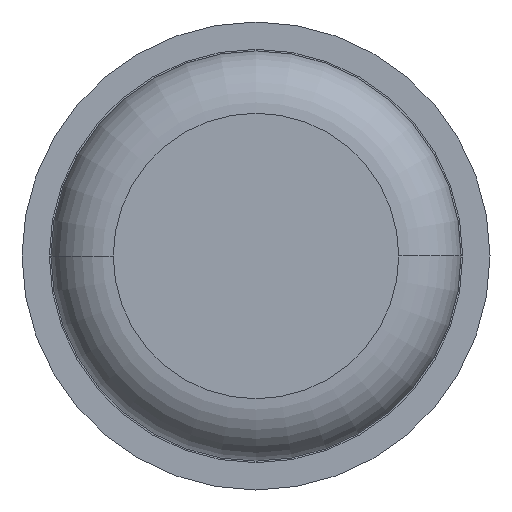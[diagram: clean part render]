
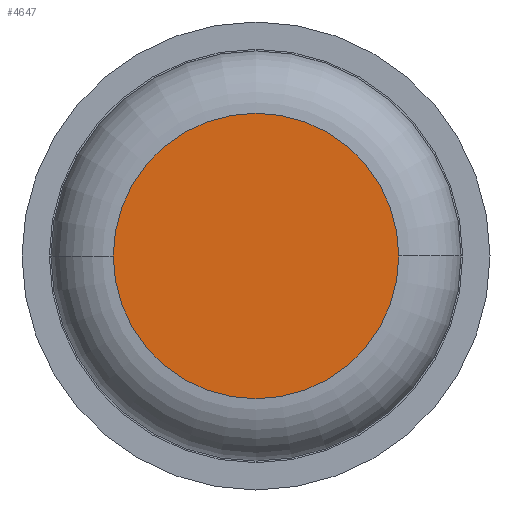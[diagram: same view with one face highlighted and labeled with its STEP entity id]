
A CAD part, front view. The second image highlights one B-rep face of the part: STEP entity #4647.
In plain terms, the highlighted planar face has unit normal (0, -1, 0).
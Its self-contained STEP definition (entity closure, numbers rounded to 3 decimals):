
#25 = EDGE_CURVE ( 'Defeature ausgef�hrt1_6+Defeature ausgef�hrt1_7+Defeature ausgef�hrt1_7+Defeature ausgef�hrt1_7', #3217, #3115, #1243, .T. ) ;
#217 = FACE_OUTER_BOUND ( 'NONE', #223, .T. ) ;
#223 = EDGE_LOOP ( 'NONE', ( #1885, #2378 ) ) ;
#253 = CARTESIAN_POINT ( 'NONE',  ( 0., 0., 0. ) ) ;
#618 = DIRECTION ( 'NONE',  ( 0., 1., 0. ) ) ;
#1213 = CIRCLE ( 'NONE', #4648, 0.915 ) ;
#1228 = AXIS2_PLACEMENT_3D ( 'NONE', #2538, #618, #3609 ) ;
#1243 = CIRCLE ( 'NONE', #4056, 0.915 ) ;
#1416 = DIRECTION ( 'NONE',  ( -1., 0., 0. ) ) ;
#1788 = CARTESIAN_POINT ( 'NONE',  ( 0., 0., 0. ) ) ;
#1885 = ORIENTED_EDGE ( 'NONE', *, *, #3624, .T. ) ;
#2378 = ORIENTED_EDGE ( 'NONE', *, *, #25, .T. ) ;
#2538 = CARTESIAN_POINT ( 'NONE',  ( 0., 0., 0. ) ) ;
#2722 = CARTESIAN_POINT ( 'NONE',  ( 0.915, 0., 0. ) ) ;
#2915 = DIRECTION ( 'NONE',  ( 0., -1., 0. ) ) ;
#3115 = VERTEX_POINT ( 'NONE', #3468 ) ;
#3217 = VERTEX_POINT ( 'NONE', #2722 ) ;
#3468 = CARTESIAN_POINT ( 'NONE',  ( -0.915, 0., 0. ) ) ;
#3609 = DIRECTION ( 'NONE',  ( -1., 0., 0. ) ) ;
#3624 = EDGE_CURVE ( 'Defeature ausgef�hrt1_6+Defeature ausgef�hrt1_7+Defeature ausgef�hrt1_7+Defeature ausgef�hrt1_7', #3115, #3217, #1213, .T. ) ;
#3999 = PLANE ( 'NONE',  #1228 ) ;
#4056 = AXIS2_PLACEMENT_3D ( 'NONE', #1788, #2915, #1416 ) ;
#4386 = DIRECTION ( 'NONE',  ( 0., -1., 0. ) ) ;
#4647 = ADVANCED_FACE ( 'Defeature ausgef�hrt1_6', ( #217 ), #3999, .F. ) ;
#4648 = AXIS2_PLACEMENT_3D ( 'NONE', #253, #4386, #4759 ) ;
#4759 = DIRECTION ( 'NONE',  ( -1., 0., 0. ) ) ;
